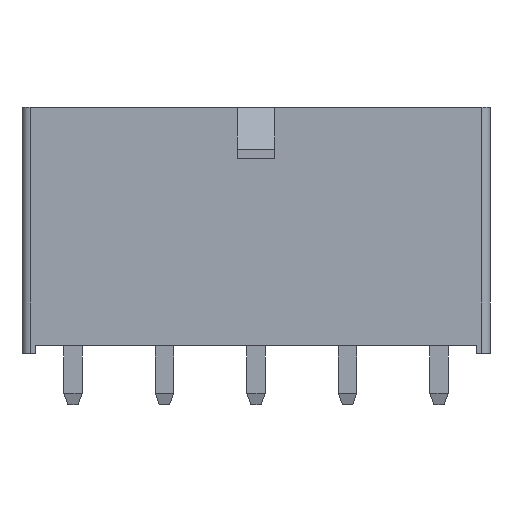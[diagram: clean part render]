
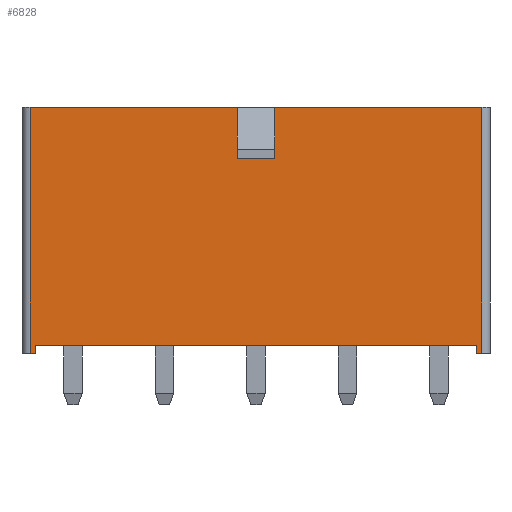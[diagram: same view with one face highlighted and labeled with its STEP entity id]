
A CAD part, front view. The second image highlights one B-rep face of the part: STEP entity #6828.
In plain terms, the highlighted face is planar.
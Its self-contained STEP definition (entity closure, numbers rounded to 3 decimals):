
#146=ORIENTED_EDGE('',*,*,#1505,.F.);
#147=ORIENTED_EDGE('',*,*,#1503,.T.);
#148=ORIENTED_EDGE('',*,*,#1506,.T.);
#149=ORIENTED_EDGE('',*,*,#1507,.T.);
#150=ORIENTED_EDGE('',*,*,#1508,.F.);
#151=ORIENTED_EDGE('',*,*,#1509,.F.);
#152=ORIENTED_EDGE('',*,*,#1510,.F.);
#153=ORIENTED_EDGE('',*,*,#1511,.T.);
#154=ORIENTED_EDGE('',*,*,#1512,.F.);
#155=ORIENTED_EDGE('',*,*,#1513,.F.);
#156=ORIENTED_EDGE('',*,*,#1514,.T.);
#157=ORIENTED_EDGE('',*,*,#1515,.F.);
#1503=EDGE_CURVE('',#2182,#2181,#2604,.T.);
#1505=EDGE_CURVE('',#2182,#2183,#2606,.T.);
#1506=EDGE_CURVE('',#2181,#2184,#2607,.T.);
#1507=EDGE_CURVE('',#2184,#2185,#2608,.T.);
#1508=EDGE_CURVE('',#2186,#2185,#2609,.T.);
#1509=EDGE_CURVE('',#2187,#2186,#2610,.T.);
#1510=EDGE_CURVE('',#2188,#2187,#2611,.T.);
#1511=EDGE_CURVE('',#2188,#2189,#2612,.T.);
#1512=EDGE_CURVE('',#2190,#2189,#2613,.T.);
#1513=EDGE_CURVE('',#2191,#2190,#2614,.T.);
#1514=EDGE_CURVE('',#2191,#2192,#2615,.T.);
#1515=EDGE_CURVE('',#2183,#2192,#2616,.T.);
#2181=VERTEX_POINT('',#8857);
#2182=VERTEX_POINT('',#8859);
#2183=VERTEX_POINT('',#8863);
#2184=VERTEX_POINT('',#8865);
#2185=VERTEX_POINT('',#8867);
#2186=VERTEX_POINT('',#8869);
#2187=VERTEX_POINT('',#8871);
#2188=VERTEX_POINT('',#8873);
#2189=VERTEX_POINT('',#8875);
#2190=VERTEX_POINT('',#8877);
#2191=VERTEX_POINT('',#8879);
#2192=VERTEX_POINT('',#8881);
#2604=LINE('',#8858,#3243);
#2606=LINE('',#8862,#3245);
#2607=LINE('',#8864,#3246);
#2608=LINE('',#8866,#3247);
#2609=LINE('',#8868,#3248);
#2610=LINE('',#8870,#3249);
#2611=LINE('',#8872,#3250);
#2612=LINE('',#8874,#3251);
#2613=LINE('',#8876,#3252);
#2614=LINE('',#8878,#3253);
#2615=LINE('',#8880,#3254);
#2616=LINE('',#8882,#3255);
#3243=VECTOR('',#7522,1000.);
#3245=VECTOR('',#7526,1000.);
#3246=VECTOR('',#7527,1000.);
#3247=VECTOR('',#7528,1000.);
#3248=VECTOR('',#7529,1000.);
#3249=VECTOR('',#7530,1000.);
#3250=VECTOR('',#7531,1000.);
#3251=VECTOR('',#7532,1000.);
#3252=VECTOR('',#7533,1000.);
#3253=VECTOR('',#7534,1000.);
#3254=VECTOR('',#7535,1000.);
#3255=VECTOR('',#7536,1000.);
#3864=EDGE_LOOP('',(#146,#147,#148,#149,#150,#151,#152,#153,#154,#155,#156,
#157));
#4181=FACE_BOUND('',#3864,.T.);
#4496=PLANE('',#7133);
#6828=ADVANCED_FACE('',(#4181),#4496,.F.);
#7133=AXIS2_PLACEMENT_3D('',#8861,#7524,#7525);
#7522=DIRECTION('',(0.,1.,0.));
#7524=DIRECTION('',(0.,0.,-1.));
#7525=DIRECTION('',(-1.,0.,0.));
#7526=DIRECTION('',(1.,0.,0.));
#7527=DIRECTION('',(-1.,0.,0.));
#7528=DIRECTION('',(0.,-1.,0.));
#7529=DIRECTION('',(-1.,0.,0.));
#7530=DIRECTION('',(0.,-1.,0.));
#7531=DIRECTION('',(-1.,0.,0.));
#7532=DIRECTION('',(0.,-1.,0.));
#7533=DIRECTION('',(-1.,0.,0.));
#7534=DIRECTION('',(0.,-1.,0.));
#7535=DIRECTION('',(-1.,0.,0.));
#7536=DIRECTION('',(0.,1.,0.));
#8857=CARTESIAN_POINT('',(-13.725,7.65,3.4));
#8858=CARTESIAN_POINT('',(-13.725,7.15,3.4));
#8859=CARTESIAN_POINT('',(-13.725,7.15,3.4));
#8861=CARTESIAN_POINT('',(14.575,7.65,3.4));
#8862=CARTESIAN_POINT('',(-13.725,7.15,3.4));
#8863=CARTESIAN_POINT('',(13.725,7.15,3.4));
#8864=CARTESIAN_POINT('',(14.575,7.65,3.4));
#8865=CARTESIAN_POINT('',(-14.075,7.65,3.4));
#8866=CARTESIAN_POINT('',(-14.075,7.65,3.4));
#8867=CARTESIAN_POINT('',(-14.075,-7.65,3.4));
#8868=CARTESIAN_POINT('',(14.575,-7.65,3.4));
#8869=CARTESIAN_POINT('',(-1.175,-7.65,3.4));
#8870=CARTESIAN_POINT('',(-1.175,-4.65,3.4));
#8871=CARTESIAN_POINT('',(-1.175,-4.65,3.4));
#8872=CARTESIAN_POINT('',(1.175,-4.65,3.4));
#8873=CARTESIAN_POINT('',(1.175,-4.65,3.4));
#8874=CARTESIAN_POINT('',(1.175,-4.65,3.4));
#8875=CARTESIAN_POINT('',(1.175,-7.65,3.4));
#8876=CARTESIAN_POINT('',(14.575,-7.65,3.4));
#8877=CARTESIAN_POINT('',(14.075,-7.65,3.4));
#8878=CARTESIAN_POINT('',(14.075,7.65,3.4));
#8879=CARTESIAN_POINT('',(14.075,7.65,3.4));
#8880=CARTESIAN_POINT('',(14.575,7.65,3.4));
#8881=CARTESIAN_POINT('',(13.725,7.65,3.4));
#8882=CARTESIAN_POINT('',(13.725,7.15,3.4));
